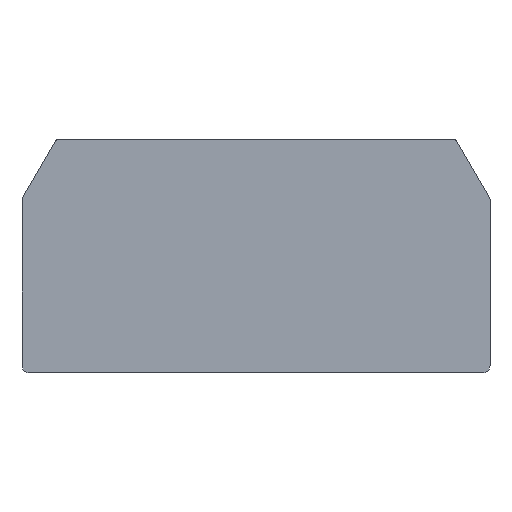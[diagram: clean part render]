
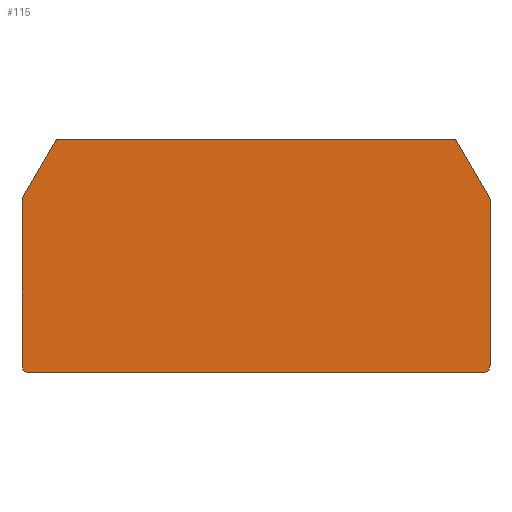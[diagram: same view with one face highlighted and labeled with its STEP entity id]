
A CAD part, top view. The second image highlights one B-rep face of the part: STEP entity #115.
In plain terms, the highlighted planar face has unit normal (0, 0, 1).
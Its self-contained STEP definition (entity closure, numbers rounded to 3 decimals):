
#115=ADVANCED_FACE('',(#149),#141,.F.);
#141=PLANE('',#494);
#149=FACE_OUTER_BOUND('',#175,.T.);
#175=EDGE_LOOP('',(#227,#228,#229,#230,#231,#232,#233,#234,#235,#236,#237,
#238));
#201=CIRCLE('',#488,0.5);
#202=CIRCLE('',#489,1.);
#203=CIRCLE('',#490,1.);
#204=CIRCLE('',#491,0.5);
#205=CIRCLE('',#492,0.5);
#206=CIRCLE('',#493,0.5);
#227=ORIENTED_EDGE('',*,*,#371,.T.);
#228=ORIENTED_EDGE('',*,*,#372,.T.);
#229=ORIENTED_EDGE('',*,*,#373,.T.);
#230=ORIENTED_EDGE('',*,*,#374,.T.);
#231=ORIENTED_EDGE('',*,*,#375,.T.);
#232=ORIENTED_EDGE('',*,*,#376,.T.);
#233=ORIENTED_EDGE('',*,*,#377,.T.);
#234=ORIENTED_EDGE('',*,*,#378,.T.);
#235=ORIENTED_EDGE('',*,*,#379,.T.);
#236=ORIENTED_EDGE('',*,*,#380,.T.);
#237=ORIENTED_EDGE('',*,*,#381,.T.);
#238=ORIENTED_EDGE('',*,*,#382,.T.);
#339=VERTEX_POINT('',#672);
#340=VERTEX_POINT('',#673);
#341=VERTEX_POINT('',#675);
#342=VERTEX_POINT('',#677);
#343=VERTEX_POINT('',#679);
#344=VERTEX_POINT('',#681);
#345=VERTEX_POINT('',#683);
#346=VERTEX_POINT('',#685);
#347=VERTEX_POINT('',#687);
#348=VERTEX_POINT('',#689);
#349=VERTEX_POINT('',#691);
#350=VERTEX_POINT('',#693);
#371=EDGE_CURVE('',#339,#340,#427,.T.);
#372=EDGE_CURVE('',#340,#341,#201,.T.);
#373=EDGE_CURVE('',#341,#342,#428,.T.);
#374=EDGE_CURVE('',#342,#343,#202,.T.);
#375=EDGE_CURVE('',#343,#344,#429,.T.);
#376=EDGE_CURVE('',#344,#345,#203,.T.);
#377=EDGE_CURVE('',#345,#346,#430,.T.);
#378=EDGE_CURVE('',#346,#347,#204,.T.);
#379=EDGE_CURVE('',#347,#348,#431,.T.);
#380=EDGE_CURVE('',#348,#349,#205,.T.);
#381=EDGE_CURVE('',#349,#350,#432,.T.);
#382=EDGE_CURVE('',#350,#339,#206,.T.);
#427=LINE('',#671,#457);
#428=LINE('',#676,#458);
#429=LINE('',#680,#459);
#430=LINE('',#684,#460);
#431=LINE('',#688,#461);
#432=LINE('',#692,#462);
#457=VECTOR('',#540,1.);
#458=VECTOR('',#543,1.);
#459=VECTOR('',#546,1.);
#460=VECTOR('',#549,1.);
#461=VECTOR('',#552,1.);
#462=VECTOR('',#555,1.);
#488=AXIS2_PLACEMENT_3D('',#674,#541,#542);
#489=AXIS2_PLACEMENT_3D('',#678,#544,#545);
#490=AXIS2_PLACEMENT_3D('',#682,#547,#548);
#491=AXIS2_PLACEMENT_3D('',#686,#550,#551);
#492=AXIS2_PLACEMENT_3D('',#690,#553,#554);
#493=AXIS2_PLACEMENT_3D('',#694,#556,#557);
#494=AXIS2_PLACEMENT_3D('',#695,#558,#559);
#540=DIRECTION('',(-0.5,-0.866,0.));
#541=DIRECTION('',(0.,0.,1.));
#542=DIRECTION('',(-1.,0.,0.));
#543=DIRECTION('',(0.,-1.,0.));
#544=DIRECTION('',(0.,0.,1.));
#545=DIRECTION('',(-1.,0.,0.));
#546=DIRECTION('',(1.,0.,0.));
#547=DIRECTION('',(0.,0.,1.));
#548=DIRECTION('',(0.,-1.,0.));
#549=DIRECTION('',(0.,1.,0.));
#550=DIRECTION('',(0.,0.,1.));
#551=DIRECTION('',(-1.,0.,0.));
#552=DIRECTION('',(-0.5,0.866,0.));
#553=DIRECTION('',(0.,0.,1.));
#554=DIRECTION('',(-1.,0.,0.));
#555=DIRECTION('',(-1.,0.,0.));
#556=DIRECTION('',(0.,0.,1.));
#557=DIRECTION('',(-1.,0.,0.));
#558=DIRECTION('',(0.,0.,-1.));
#559=DIRECTION('',(-1.,0.,0.));
#671=CARTESIAN_POINT('',(-19.631,20.,1.5));
#672=CARTESIAN_POINT('',(-19.776,19.75,1.5));
#673=CARTESIAN_POINT('',(-24.183,12.116,1.5));
#674=CARTESIAN_POINT('',(-23.75,11.866,1.5));
#675=CARTESIAN_POINT('',(-24.25,11.866,1.5));
#676=CARTESIAN_POINT('',(-24.25,12.,1.5));
#677=CARTESIAN_POINT('',(-24.25,-10.5,1.5));
#678=CARTESIAN_POINT('',(-23.25,-10.5,1.5));
#679=CARTESIAN_POINT('',(-23.25,-11.5,1.5));
#680=CARTESIAN_POINT('',(-23.25,-11.5,1.5));
#681=CARTESIAN_POINT('',(37.85,-11.5,1.5));
#682=CARTESIAN_POINT('',(37.85,-10.5,1.5));
#683=CARTESIAN_POINT('',(38.85,-10.5,1.5));
#684=CARTESIAN_POINT('',(38.85,-10.5,1.5));
#685=CARTESIAN_POINT('',(38.85,11.866,1.5));
#686=CARTESIAN_POINT('',(38.35,11.866,1.5));
#687=CARTESIAN_POINT('',(38.783,12.116,1.5));
#688=CARTESIAN_POINT('',(38.85,12.,1.5));
#689=CARTESIAN_POINT('',(34.376,19.75,1.5));
#690=CARTESIAN_POINT('',(33.943,19.5,1.5));
#691=CARTESIAN_POINT('',(33.943,20.,1.5));
#692=CARTESIAN_POINT('',(34.231,20.,1.5));
#693=CARTESIAN_POINT('',(-19.343,20.,1.5));
#694=CARTESIAN_POINT('',(-19.343,19.5,1.5));
#695=CARTESIAN_POINT('',(14.6,0.,1.5));
